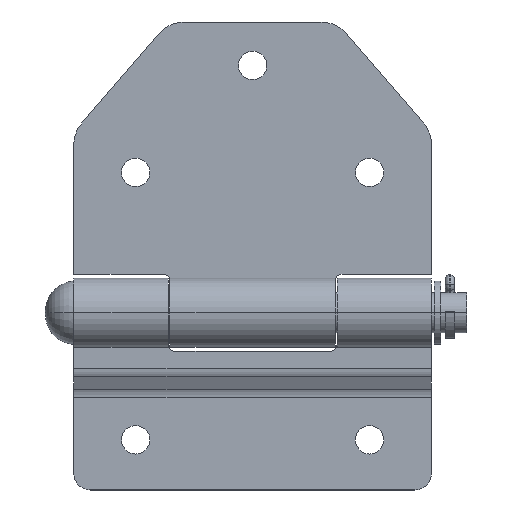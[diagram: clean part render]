
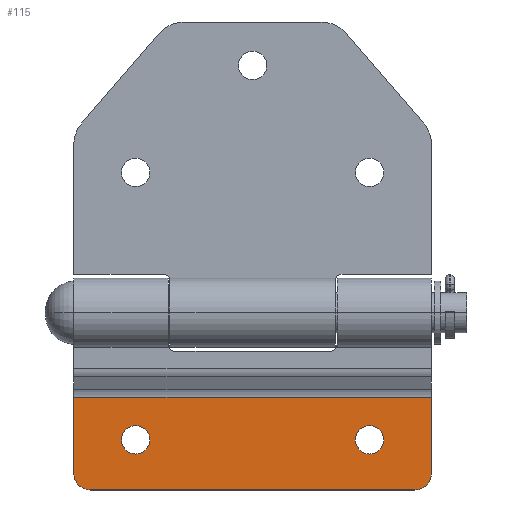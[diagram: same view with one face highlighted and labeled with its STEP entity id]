
A CAD part, top view. The second image highlights one B-rep face of the part: STEP entity #115.
In plain terms, the highlighted planar face has unit normal (0, 0, 1).
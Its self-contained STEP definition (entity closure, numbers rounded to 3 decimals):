
#10 = EDGE_CURVE ( 'NONE', #64, #12, #1268, .T. ) ;
#12 = VERTEX_POINT ( 'NONE', #1158 ) ;
#64 = VERTEX_POINT ( 'NONE', #1543 ) ;
#78 = VERTEX_POINT ( 'NONE', #1379 ) ;
#80 = EDGE_CURVE ( 'NONE', #144, #78, #1378, .T. ) ;
#104 = ORIENTED_EDGE ( 'NONE', *, *, #1149, .F. ) ;
#105 = ORIENTED_EDGE ( 'NONE', *, *, #106, .F. ) ;
#106 = EDGE_CURVE ( 'NONE', #1012, #1008, #1490, .T. ) ;
#109 = VERTEX_POINT ( 'NONE', #1486 ) ;
#112 = EDGE_CURVE ( 'NONE', #64, #144, #1526, .T. ) ;
#115 = ADVANCED_FACE ( 'NONE', ( #1522, #1521, #1520 ), #1518, .F. ) ;
#144 = VERTEX_POINT ( 'NONE', #1373 ) ;
#152 = EDGE_LOOP ( 'NONE', ( #153, #104 ) ) ;
#153 = ORIENTED_EDGE ( 'NONE', *, *, #154, .F. ) ;
#154 = EDGE_CURVE ( 'NONE', #1028, #1147, #1540, .T. ) ;
#159 = ORIENTED_EDGE ( 'NONE', *, *, #160, .T. ) ;
#160 = EDGE_CURVE ( 'NONE', #109, #12, #1527, .T. ) ;
#161 = ORIENTED_EDGE ( 'NONE', *, *, #10, .F. ) ;
#162 = EDGE_CURVE ( 'NONE', #109, #177, #1353, .T. ) ;
#172 = ORIENTED_EDGE ( 'NONE', *, *, #1011, .F. ) ;
#173 = EDGE_LOOP ( 'NONE', ( #174, #175, #178, #159, #161, #283 ) ) ;
#174 = ORIENTED_EDGE ( 'NONE', *, *, #80, .T. ) ;
#175 = ORIENTED_EDGE ( 'NONE', *, *, #176, .T. ) ;
#176 = EDGE_CURVE ( 'NONE', #78, #177, #1325, .T. ) ;
#177 = VERTEX_POINT ( 'NONE', #1320 ) ;
#178 = ORIENTED_EDGE ( 'NONE', *, *, #162, .F. ) ;
#180 = EDGE_LOOP ( 'NONE', ( #105, #172 ) ) ;
#283 = ORIENTED_EDGE ( 'NONE', *, *, #112, .T. ) ;
#1008 = VERTEX_POINT ( 'NONE', #2921 ) ;
#1011 = EDGE_CURVE ( 'NONE', #1008, #1012, #2920, .T. ) ;
#1012 = VERTEX_POINT ( 'NONE', #2915 ) ;
#1028 = VERTEX_POINT ( 'NONE', #3012 ) ;
#1147 = VERTEX_POINT ( 'NONE', #3269 ) ;
#1149 = EDGE_CURVE ( 'NONE', #1147, #1028, #3218, .T. ) ;
#1158 = CARTESIAN_POINT ( 'NONE',  ( 53.5, -48., -9.5 ) ) ;
#1159 = DIRECTION ( 'NONE',  ( 0., -1., 0. ) ) ;
#1160 = VECTOR ( 'NONE', #1159, 1000. ) ;
#1161 = CARTESIAN_POINT ( 'NONE',  ( 53.5, -25.25, -9.5 ) ) ;
#1268 = LINE ( 'NONE', #1161, #1160 ) ;
#1320 = CARTESIAN_POINT ( 'NONE',  ( -48.5, -53., -9.5 ) ) ;
#1321 = DIRECTION ( 'NONE',  ( -1., 0., 0. ) ) ;
#1322 = DIRECTION ( 'NONE',  ( 0., 0., 1. ) ) ;
#1323 = CARTESIAN_POINT ( 'NONE',  ( -48.5, -48., -9.5 ) ) ;
#1324 = AXIS2_PLACEMENT_3D ( 'NONE', #1323, #1322, #1321 ) ;
#1325 = CIRCLE ( 'NONE', #1324, 5. ) ;
#1346 = DIRECTION ( 'NONE',  ( -1., 0., 0. ) ) ;
#1347 = VECTOR ( 'NONE', #1346, 1000. ) ;
#1348 = CARTESIAN_POINT ( 'NONE',  ( 53.5, -53., -9.5 ) ) ;
#1349 = DIRECTION ( 'NONE',  ( -1., 0., 0. ) ) ;
#1350 = DIRECTION ( 'NONE',  ( 0., 0., 1. ) ) ;
#1351 = CARTESIAN_POINT ( 'NONE',  ( 48.5, -48., -9.5 ) ) ;
#1352 = AXIS2_PLACEMENT_3D ( 'NONE', #1351, #1350, #1349 ) ;
#1353 = LINE ( 'NONE', #1348, #1347 ) ;
#1362 = DIRECTION ( 'NONE',  ( -1., 0., 0. ) ) ;
#1363 = DIRECTION ( 'NONE',  ( 0., 0., -1. ) ) ;
#1364 = CARTESIAN_POINT ( 'NONE',  ( 53.5, -25.25, -9.5 ) ) ;
#1365 = AXIS2_PLACEMENT_3D ( 'NONE', #1364, #1363, #1362 ) ;
#1368 = CARTESIAN_POINT ( 'NONE',  ( -35., -38., -9.5 ) ) ;
#1373 = CARTESIAN_POINT ( 'NONE',  ( -53.5, -25.25, -9.5 ) ) ;
#1378 = LINE ( 'NONE', #1437, #1436 ) ;
#1379 = CARTESIAN_POINT ( 'NONE',  ( -53.5, -48., -9.5 ) ) ;
#1435 = DIRECTION ( 'NONE',  ( 0., -1., 0. ) ) ;
#1436 = VECTOR ( 'NONE', #1435, 1000. ) ;
#1437 = CARTESIAN_POINT ( 'NONE',  ( -53.5, -25.25, -9.5 ) ) ;
#1486 = CARTESIAN_POINT ( 'NONE',  ( 48.5, -53., -9.5 ) ) ;
#1487 = DIRECTION ( 'NONE',  ( 1., 0., 0. ) ) ;
#1488 = DIRECTION ( 'NONE',  ( 0., 0., 1. ) ) ;
#1489 = AXIS2_PLACEMENT_3D ( 'NONE', #1495, #1488, #1487 ) ;
#1490 = CIRCLE ( 'NONE', #1489, 4.25 ) ;
#1495 = CARTESIAN_POINT ( 'NONE',  ( 35., -38., -9.5 ) ) ;
#1518 = PLANE ( 'NONE',  #1365 ) ;
#1520 = FACE_OUTER_BOUND ( 'NONE', #173, .T. ) ;
#1521 = FACE_BOUND ( 'NONE', #180, .T. ) ;
#1522 = FACE_BOUND ( 'NONE', #152, .T. ) ;
#1523 = DIRECTION ( 'NONE',  ( -1., 0., 0. ) ) ;
#1524 = VECTOR ( 'NONE', #1523, 1000. ) ;
#1525 = CARTESIAN_POINT ( 'NONE',  ( 53.5, -25.25, -9.5 ) ) ;
#1526 = LINE ( 'NONE', #1525, #1524 ) ;
#1527 = CIRCLE ( 'NONE', #1352, 5. ) ;
#1537 = DIRECTION ( 'NONE',  ( 1., 0., 0. ) ) ;
#1538 = DIRECTION ( 'NONE',  ( 0., 0., 1. ) ) ;
#1539 = AXIS2_PLACEMENT_3D ( 'NONE', #1368, #1538, #1537 ) ;
#1540 = CIRCLE ( 'NONE', #1539, 4.25 ) ;
#1543 = CARTESIAN_POINT ( 'NONE',  ( 53.5, -25.25, -9.5 ) ) ;
#2915 = CARTESIAN_POINT ( 'NONE',  ( 39.25, -38., -9.5 ) ) ;
#2916 = DIRECTION ( 'NONE',  ( 1., 0., 0. ) ) ;
#2917 = DIRECTION ( 'NONE',  ( 0., 0., 1. ) ) ;
#2918 = CARTESIAN_POINT ( 'NONE',  ( 35., -38., -9.5 ) ) ;
#2919 = AXIS2_PLACEMENT_3D ( 'NONE', #2918, #2917, #2916 ) ;
#2920 = CIRCLE ( 'NONE', #2919, 4.25 ) ;
#2921 = CARTESIAN_POINT ( 'NONE',  ( 30.75, -38., -9.5 ) ) ;
#3012 = CARTESIAN_POINT ( 'NONE',  ( -30.75, -38., -9.5 ) ) ;
#3214 = DIRECTION ( 'NONE',  ( 1., 0., 0. ) ) ;
#3215 = DIRECTION ( 'NONE',  ( 0., 0., 1. ) ) ;
#3216 = CARTESIAN_POINT ( 'NONE',  ( -35., -38., -9.5 ) ) ;
#3217 = AXIS2_PLACEMENT_3D ( 'NONE', #3216, #3215, #3214 ) ;
#3218 = CIRCLE ( 'NONE', #3217, 4.25 ) ;
#3269 = CARTESIAN_POINT ( 'NONE',  ( -39.25, -38., -9.5 ) ) ;
